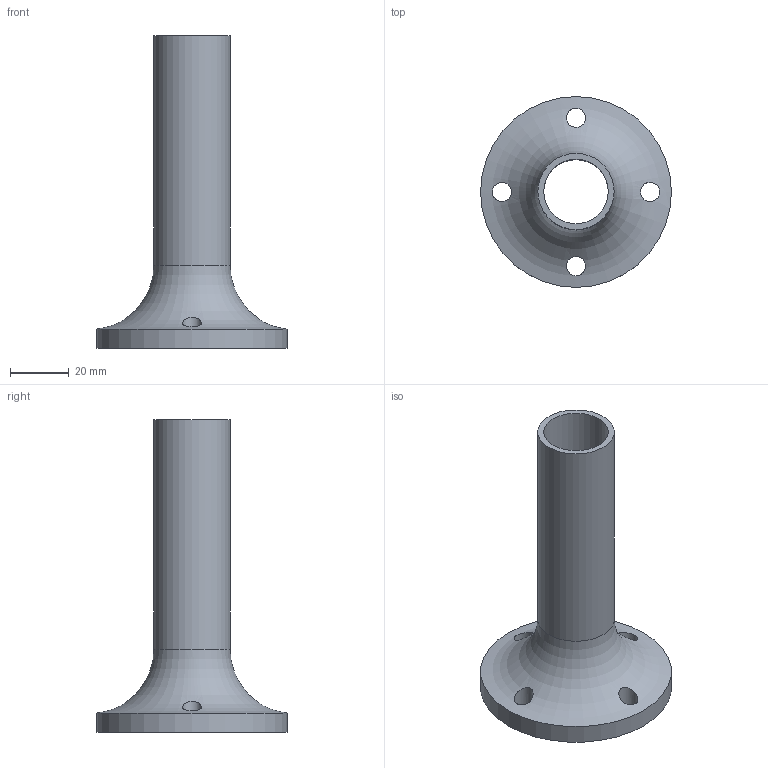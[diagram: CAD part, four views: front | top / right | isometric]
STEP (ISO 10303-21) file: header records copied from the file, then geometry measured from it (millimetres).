
FILE_DESCRIPTION((''),'2;1');
FILE_NAME('127223.stp','2019-10-01T13:14:12',('e.eickhoff'),(''),'Autodesk Inventor 2012','Autodesk Inventor 2012','');
FILE_SCHEMA(('AUTOMOTIVE_DESIGN { 1 0 10303 214 1 1 1 1 }'));
Length unit declared in the file: millimetre
Products named in the file (1): 127223
Bounding box: 65 x 65 x 106.5 mm (x, y, z)
Volume: 44293.1 mm3; surface area: 22620.6 mm2
Topology: 1 solids, 1 shells, 10 faces, 29 edges, 20 vertices
Faces by surface type: cylinder 7, plane 2, torus 1
Full cylindrical faces by diameter (mm): 6.5 x4, 22 x1, 26 x1, 65 x1
Entity records: 459 total; most frequent: CARTESIAN_POINT 203, DIRECTION 42, ORIENTED_EDGE 28, EDGE_LOOP 28, AXIS2_PLACEMENT_3D 21, FACE_BOUND 18, VERTEX_POINT 14, EDGE_CURVE 14
